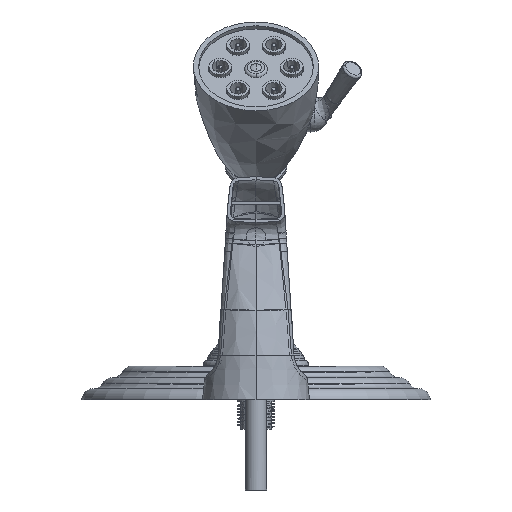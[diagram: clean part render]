
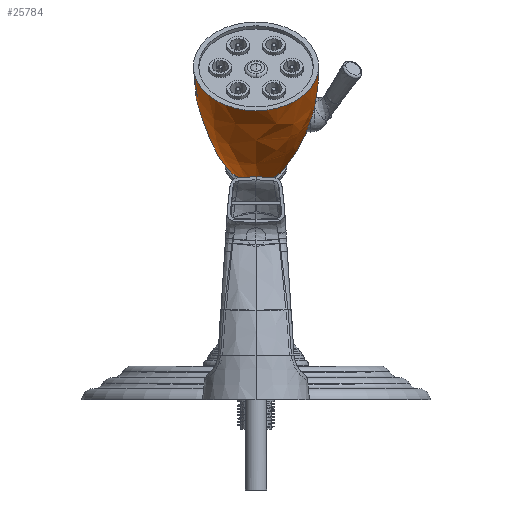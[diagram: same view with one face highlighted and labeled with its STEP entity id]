
A CAD part, front view. The second image highlights one B-rep face of the part: STEP entity #25784.
In plain terms, the highlighted free-form (B-spline) face has degree [3, 3] with [7, 4] control points.
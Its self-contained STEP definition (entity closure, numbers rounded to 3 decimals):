
#5725=CARTESIAN_POINT('',(0.,9.709,5.366));
#5726=DIRECTION('',(0.,-0.707,0.707));
#5727=DIRECTION('',(-1.,0.,0.));
#5728=AXIS2_PLACEMENT_3D('',#5725,#5726,#5727);
#5745=CARTESIAN_POINT('',(1.114,9.017,6.058));
#5746=CARTESIAN_POINT('',(1.114,8.989,6.029));
#5747=CARTESIAN_POINT('',(1.113,8.923,5.98));
#5748=CARTESIAN_POINT('',(1.111,8.807,5.937));
#5749=CARTESIAN_POINT('',(1.113,8.683,5.93));
#5750=CARTESIAN_POINT('',(1.122,8.566,5.957));
#5751=CARTESIAN_POINT('',(1.141,8.463,6.014));
#5752=CARTESIAN_POINT('',(1.171,8.381,6.096));
#5753=CARTESIAN_POINT('',(1.21,8.319,6.204));
#5754=CARTESIAN_POINT('',(1.253,8.292,6.328));
#5755=CARTESIAN_POINT('',(1.288,8.303,6.452));
#5756=CARTESIAN_POINT('',(1.311,8.346,6.563));
#5757=CARTESIAN_POINT('',(1.316,8.394,6.626));
#5758=CARTESIAN_POINT('',(1.316,8.421,6.654));
#5783=CARTESIAN_POINT('',(-4.604,7.733,7.342));
#5784=DIRECTION('',(0.,-0.707,-0.707));
#5785=DIRECTION('',(0.987,0.115,-0.115));
#5786=AXIS2_PLACEMENT_3D('',#5783,#5784,#5785);
#5788=CARTESIAN_POINT('',(4.604,7.733,7.342));
#5789=DIRECTION('',(0.,-0.707,-0.707));
#5790=DIRECTION('',(-1.,-0.012,0.012));
#5791=AXIS2_PLACEMENT_3D('',#5788,#5789,#5790);
#5793=CARTESIAN_POINT('',(-4.604,7.733,7.342));
#5794=DIRECTION('',(0.,-0.707,-0.707));
#5795=DIRECTION('',(0.885,0.329,-0.329));
#5796=AXIS2_PLACEMENT_3D('',#5793,#5794,#5795);
#5798=CARTESIAN_POINT('',(0.,7.659,7.416));
#5799=DIRECTION('',(0.,0.707,-0.707));
#5800=DIRECTION('',(1.,0.,0.));
#5801=AXIS2_PLACEMENT_3D('',#5798,#5799,#5800);
#15143=VERTEX_POINT('',#5745);
#15144=VERTEX_POINT('',#5758);
#15145=CARTESIAN_POINT('',(0.705,9.709,
5.366));
#15146=VERTEX_POINT('',#15145);
#15147=CARTESIAN_POINT('',(-1.395,7.659,
7.416));
#15148=CARTESIAN_POINT('',(-0.705,9.709,
5.366));
#15149=VERTEX_POINT('',#15147);
#15150=VERTEX_POINT('',#15148);
#15151=CARTESIAN_POINT('',(1.395,7.659,7.416));
#15152=VERTEX_POINT('',#15151);
#25742=CARTESIAN_POINT('',(-0.675,9.777,
5.358));
#25743=CARTESIAN_POINT('',(-1.176,9.142,
6.038));
#25744=CARTESIAN_POINT('',(-1.42,8.426,
6.775));
#25745=CARTESIAN_POINT('',(-1.391,7.678,
7.521));
#25746=CARTESIAN_POINT('',(-0.701,9.483,
5.064));
#25747=CARTESIAN_POINT('',(-1.221,8.63,
5.526));
#25748=CARTESIAN_POINT('',(-1.475,7.808,
6.158));
#25749=CARTESIAN_POINT('',(-1.445,7.073,
6.916));
#25750=CARTESIAN_POINT('',(-0.416,9.268,
4.85));
#25751=CARTESIAN_POINT('',(-0.725,8.256,
5.152));
#25752=CARTESIAN_POINT('',(-0.876,7.357,
5.706));
#25753=CARTESIAN_POINT('',(-0.858,6.631,
6.473));
#25754=CARTESIAN_POINT('',(0.,9.268,4.85));
#25755=CARTESIAN_POINT('',(0.,8.256,5.152));
#25756=CARTESIAN_POINT('',(0.,7.357,5.706));
#25757=CARTESIAN_POINT('',(0.,6.631,6.473));
#25758=CARTESIAN_POINT('',(0.416,9.268,
4.85));
#25759=CARTESIAN_POINT('',(0.725,8.256,
5.152));
#25760=CARTESIAN_POINT('',(0.876,7.357,
5.706));
#25761=CARTESIAN_POINT('',(0.858,6.631,
6.473));
#25762=CARTESIAN_POINT('',(0.701,9.483,
5.064));
#25763=CARTESIAN_POINT('',(1.221,8.63,5.526));
#25764=CARTESIAN_POINT('',(1.475,7.808,6.158));
#25765=CARTESIAN_POINT('',(1.445,7.073,6.916));
#25766=CARTESIAN_POINT('',(0.675,9.777,
5.358));
#25767=CARTESIAN_POINT('',(1.176,9.142,6.038));
#25768=CARTESIAN_POINT('',(1.42,8.426,6.775));
#25769=CARTESIAN_POINT('',(1.391,7.678,7.521));
#25770=(BOUNDED_SURFACE()B_SPLINE_SURFACE(3,3,((#25742,#25743,#25744,#25745),(
#25746,#25747,#25748,#25749),(#25750,#25751,#25752,#25753),(#25754,#25755,
#25756,#25757),(#25758,#25759,#25760,#25761),(#25762,#25763,#25764,#25765),(
#25766,#25767,#25768,#25769)),.UNSPECIFIED.,.F.,.F.,.F.)B_SPLINE_SURFACE_WITH_KNOTS((4,3,4),(4,4),(0.,1.,2.),(0.,1.),.UNSPECIFIED.)GEOMETRIC_REPRESENTATION_ITEM()RATIONAL_B_SPLINE_SURFACE(((1.208,1.18,
1.18,1.208),(0.954,0.932,
0.932,0.954),(0.954,0.932,
0.932,0.954),(1.208,1.18,
1.18,1.208),(0.954,0.932,
0.932,0.954),(0.954,0.932,
0.932,0.954),(1.208,1.18,
1.18,1.208)))REPRESENTATION_ITEM('')SURFACE());
#25772=ORIENTED_EDGE('',*,*,#25771,.F.);
#25774=ORIENTED_EDGE('',*,*,#25773,.F.);
#25775=ORIENTED_EDGE('',*,*,#25731,.F.);
#25777=ORIENTED_EDGE('',*,*,#25776,.F.);
#25779=ORIENTED_EDGE('',*,*,#25778,.F.);
#25781=ORIENTED_EDGE('',*,*,#25780,.F.);
#25782=EDGE_LOOP('',(#25772,#25774,#25775,#25777,#25779,#25781));
#25783=FACE_OUTER_BOUND('',#25782,.F.);
#25784=ADVANCED_FACE('',(#25783),#25770,.T.);
#5729=CIRCLE('',#5728,0.705);
#5759=B_SPLINE_CURVE_WITH_KNOTS('',3,(#5745,#5746,#5747,#5748,#5749,#5750,#5751,
#5752,#5753,#5754,#5755,#5756,#5757,#5758),.UNSPECIFIED.,.F.,.F.,(4,1,1,1,1,1,1,
1,1,1,1,4),(0.,0.091,0.182,0.273,
0.364,0.455,0.545,0.636,
0.727,0.818,0.909,1.),.UNSPECIFIED.);
#5787=CIRCLE('',#5786,6.);
#5792=CIRCLE('',#5791,6.);
#5797=CIRCLE('',#5796,6.);
#5802=CIRCLE('',#5801,1.395);
#25731=EDGE_CURVE('',#15150,#15146,#5729,.T.);
#25771=EDGE_CURVE('',#15143,#15144,#5759,.T.);
#25773=EDGE_CURVE('',#15146,#15143,#5797,.T.);
#25776=EDGE_CURVE('',#15149,#15150,#5792,.T.);
#25778=EDGE_CURVE('',#15152,#15149,#5802,.T.);
#25780=EDGE_CURVE('',#15144,#15152,#5787,.T.);
